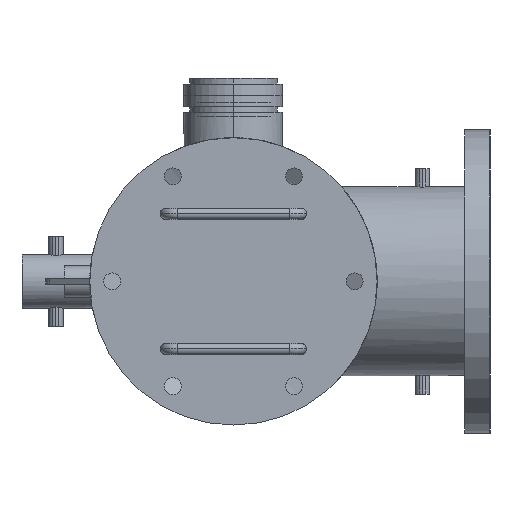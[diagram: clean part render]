
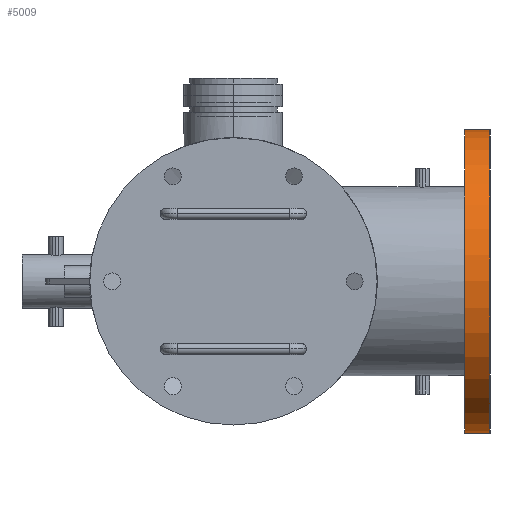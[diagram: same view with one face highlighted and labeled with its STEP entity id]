
A CAD part, left-side view. The second image highlights one B-rep face of the part: STEP entity #5009.
In plain terms, the highlighted cylindrical face has radius 171.45 mm (diameter 342.9 mm), a partial arc.
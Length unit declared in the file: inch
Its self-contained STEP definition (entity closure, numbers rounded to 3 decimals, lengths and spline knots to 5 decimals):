
#437 = VERTEX_POINT ( 'NONE', #4315 ) ;
#1382 = CARTESIAN_POINT ( 'NONE',  ( 5.69, -10.26, -6.75 ) ) ;
#1601 = VECTOR ( 'NONE', #5934, 39.37008 ) ;
#1640 = ORIENTED_EDGE ( 'NONE', *, *, #3268, .F. ) ;
#2521 = DIRECTION ( 'NONE',  ( 0., 0., -1. ) ) ;
#2639 = CARTESIAN_POINT ( 'NONE',  ( 5.69, -10.26, 0. ) ) ;
#2930 = CIRCLE ( 'NONE', #4505, 6.75 ) ;
#3268 = EDGE_CURVE ( 'NONE', #11463, #10636, #2930, .T. ) ;
#3466 = ORIENTED_EDGE ( 'NONE', *, *, #7393, .F. ) ;
#3930 = DIRECTION ( 'NONE',  ( 0., -1., 0. ) ) ;
#4315 = CARTESIAN_POINT ( 'NONE',  ( 5.69, -10.26, 6.75 ) ) ;
#4457 = VECTOR ( 'NONE', #3930, 39.37008 ) ;
#4505 = AXIS2_PLACEMENT_3D ( 'NONE', #9068, #10097, #9939 ) ;
#4544 = CYLINDRICAL_SURFACE ( 'NONE', #9885, 6.75 ) ;
#4827 = CARTESIAN_POINT ( 'NONE',  ( 5.69, -10.26, -6.75 ) ) ;
#5009 = ADVANCED_FACE ( 'NONE', ( #6234 ), #4544, .T. ) ;
#5292 = DIRECTION ( 'NONE',  ( 0., -1., 0. ) ) ;
#5847 = CARTESIAN_POINT ( 'NONE',  ( 5.69, -11.38, 6.75 ) ) ;
#5934 = DIRECTION ( 'NONE',  ( 0., -1., 0. ) ) ;
#6234 = FACE_OUTER_BOUND ( 'NONE', #7879, .T. ) ;
#6693 = ORIENTED_EDGE ( 'NONE', *, *, #10943, .T. ) ;
#7155 = EDGE_CURVE ( 'NONE', #437, #11065, #7280, .T. ) ;
#7280 = CIRCLE ( 'NONE', #9898, 6.75 ) ;
#7393 = EDGE_CURVE ( 'NONE', #437, #11463, #11442, .T. ) ;
#7879 = EDGE_LOOP ( 'NONE', ( #3466, #8008, #6693, #1640 ) ) ;
#7936 = LINE ( 'NONE', #1382, #4457 ) ;
#7992 = CARTESIAN_POINT ( 'NONE',  ( 5.69, -11.38, -6.75 ) ) ;
#8008 = ORIENTED_EDGE ( 'NONE', *, *, #7155, .T. ) ;
#8177 = DIRECTION ( 'NONE',  ( 0., -1., 0. ) ) ;
#8244 = DIRECTION ( 'NONE',  ( 0., 0., -1. ) ) ;
#8908 = CARTESIAN_POINT ( 'NONE',  ( 5.69, -10.26, 0. ) ) ;
#9068 = CARTESIAN_POINT ( 'NONE',  ( 5.69, -11.38, 0. ) ) ;
#9885 = AXIS2_PLACEMENT_3D ( 'NONE', #8908, #8177, #8244 ) ;
#9898 = AXIS2_PLACEMENT_3D ( 'NONE', #2639, #5292, #2521 ) ;
#9939 = DIRECTION ( 'NONE',  ( 0., 0., -1. ) ) ;
#10097 = DIRECTION ( 'NONE',  ( 0., -1., 0. ) ) ;
#10636 = VERTEX_POINT ( 'NONE', #7992 ) ;
#10943 = EDGE_CURVE ( 'NONE', #11065, #10636, #7936, .T. ) ;
#11065 = VERTEX_POINT ( 'NONE', #4827 ) ;
#11301 = CARTESIAN_POINT ( 'NONE',  ( 5.69, -10.26, 6.75 ) ) ;
#11442 = LINE ( 'NONE', #11301, #1601 ) ;
#11463 = VERTEX_POINT ( 'NONE', #5847 ) ;
